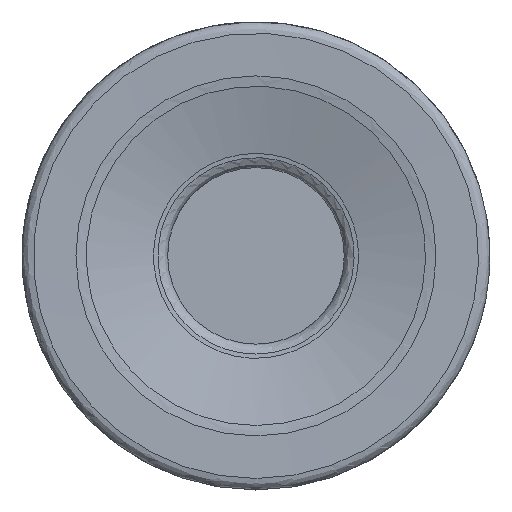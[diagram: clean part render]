
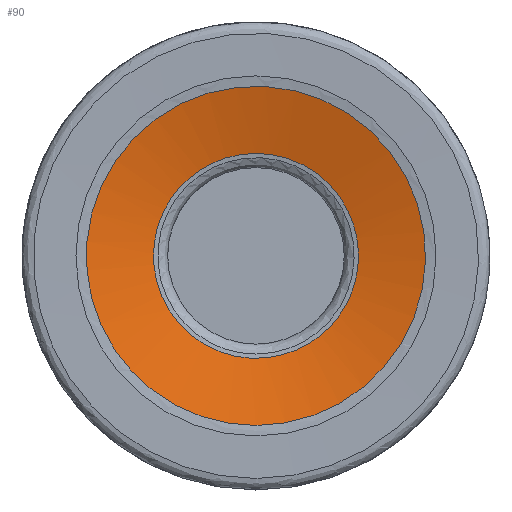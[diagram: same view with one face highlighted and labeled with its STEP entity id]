
A CAD part, front view. The second image highlights one B-rep face of the part: STEP entity #90.
In plain terms, the highlighted face is a revolution surface.
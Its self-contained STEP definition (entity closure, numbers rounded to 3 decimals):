
#84=(
BOUNDED_CURVE()
B_SPLINE_CURVE(3,(#900,#901,#902,#903,#904,#905,#906),.UNSPECIFIED.,.T.,
 .F.)
B_SPLINE_CURVE_WITH_KNOTS((1,3,3,3,1),(-0.5,0.,0.5,1.,1.5),
 .UNSPECIFIED.)
CURVE()
GEOMETRIC_REPRESENTATION_ITEM()
RATIONAL_B_SPLINE_CURVE((1.,0.333,0.333,1.,0.333,
0.333,1.))
REPRESENTATION_ITEM('')
);
#90=ADVANCED_FACE('',(#186,#187),#138,.T.);
#138=SURFACE_OF_REVOLUTION('',#168,#153);
#153=AXIS1_PLACEMENT('',#925,#717);
#168=B_SPLINE_CURVE_WITH_KNOTS('',5,(#908,#909,#910,#911,#912,#913,#914,
#915,#916,#917,#918,#919,#920,#921,#922,#923,#924),.UNSPECIFIED.,.F.,.F.,
(6,1,1,1,1,1,1,1,1,1,1,1,6),(0.,0.103,0.243,0.401,
0.554,0.693,0.797,0.861,
0.9,0.929,0.955,0.981,
1.),.UNSPECIFIED.);
#186=FACE_BOUND('',#282,.T.);
#187=FACE_BOUND('',#283,.T.);
#282=EDGE_LOOP('',(#378));
#283=EDGE_LOOP('',(#379));
#378=ORIENTED_EDGE('',*,*,#525,.F.);
#379=ORIENTED_EDGE('',*,*,#524,.F.);
#474=VERTEX_POINT('',#892);
#475=VERTEX_POINT('',#907);
#524=EDGE_CURVE('',#474,#474,#573,.T.);
#525=EDGE_CURVE('',#475,#475,#84,.T.);
#573=CIRCLE('',#630,11.583);
#630=AXIS2_PLACEMENT_3D('',#891,#714,#715);
#714=DIRECTION('',(0.,1.,0.));
#715=DIRECTION('',(0.,0.,-1.));
#717=DIRECTION('',(0.,-1.,0.));
#891=CARTESIAN_POINT('',(-7.914,-89.828,-1.392));
#892=CARTESIAN_POINT('',(-7.914,-89.828,-12.975));
#900=CARTESIAN_POINT('',(-14.885,-88.683,-2.002));
#901=CARTESIAN_POINT('',(-13.665,-88.683,-15.944));
#902=CARTESIAN_POINT('',(0.276,-88.683,-14.724));
#903=CARTESIAN_POINT('',(-0.943,-88.683,-0.782));
#904=CARTESIAN_POINT('',(-2.163,-88.683,13.159));
#905=CARTESIAN_POINT('',(-16.105,-88.683,11.94));
#906=CARTESIAN_POINT('',(-14.885,-88.683,-2.002));
#907=CARTESIAN_POINT('',(-14.885,-88.683,-2.002));
#908=CARTESIAN_POINT('',(-19.453,-89.828,-2.402));
#909=CARTESIAN_POINT('',(-19.359,-89.804,-2.394));
#910=CARTESIAN_POINT('',(-19.137,-89.746,-2.374));
#911=CARTESIAN_POINT('',(-18.77,-89.657,-2.342));
#912=CARTESIAN_POINT('',(-18.266,-89.523,-2.298));
#913=CARTESIAN_POINT('',(-17.633,-89.365,-2.243));
#914=CARTESIAN_POINT('',(-17.001,-89.2,-2.187));
#915=CARTESIAN_POINT('',(-16.437,-89.057,-2.138));
#916=CARTESIAN_POINT('',(-15.983,-88.938,-2.098));
#917=CARTESIAN_POINT('',(-15.64,-88.849,-2.068));
#918=CARTESIAN_POINT('',(-15.402,-88.786,-2.047));
#919=CARTESIAN_POINT('',(-15.232,-88.749,-2.033));
#920=CARTESIAN_POINT('',(-15.104,-88.722,-2.021));
#921=CARTESIAN_POINT('',(-15.011,-88.705,-2.013));
#922=CARTESIAN_POINT('',(-14.945,-88.693,-2.007));
#923=CARTESIAN_POINT('',(-14.903,-88.686,-2.004));
#924=CARTESIAN_POINT('',(-14.885,-88.683,-2.002));
#925=CARTESIAN_POINT('',(-7.914,34.,-1.392));
